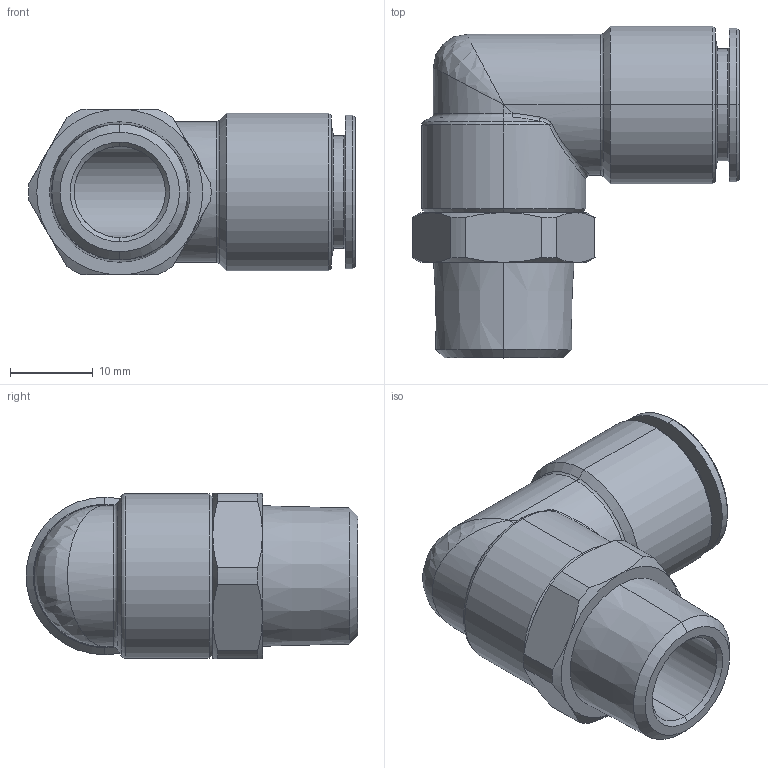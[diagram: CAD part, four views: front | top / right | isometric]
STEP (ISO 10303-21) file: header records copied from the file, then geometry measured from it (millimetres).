
FILE_DESCRIPTION (( 'STEP AP203' ), '1' );
FILE_NAME ('A0050063.STEP', '2009-11-20T10:08:06', ( 'Alain' ), ( 'Sopra-pneumatic' ), 'SwSTEP 2.0', 'SolidWorks 2009', '' );
FILE_SCHEMA (( 'CONFIG_CONTROL_DESIGN' ));
Length unit declared in the file: millimetre
Products named in the file (1): A0050063
Bounding box: 39.39 x 40 x 20 mm (x, y, z)
Volume: 9202.3 mm3; surface area: 6138.5 mm2
Topology: 1 solids, 1 shells, 91 faces, 198 edges, 111 vertices
Faces by surface type: cone 37, cylinder 27, plane 13, torus 8, bspline 6
Entity records: 4112 total; most frequent: CARTESIAN_POINT 2112, DIRECTION 418, ORIENTED_EDGE 392, EDGE_CURVE 196, AXIS2_PLACEMENT_3D 181, VERTEX_POINT 111, EDGE_LOOP 97, CIRCLE 95
